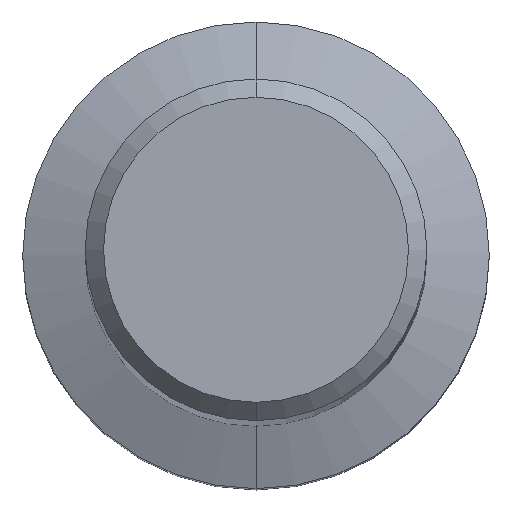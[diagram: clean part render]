
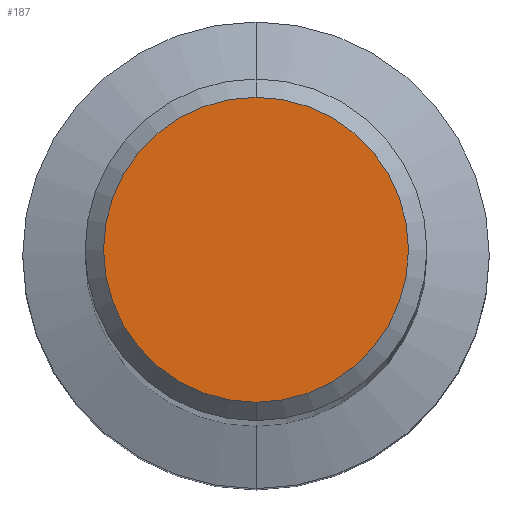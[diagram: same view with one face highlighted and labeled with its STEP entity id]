
A CAD part, top view. The second image highlights one B-rep face of the part: STEP entity #187.
In plain terms, the highlighted planar face has unit normal (0, 0, 1).
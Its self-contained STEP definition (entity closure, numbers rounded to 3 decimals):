
#143=EDGE_CURVE('',#273,#215,#345,.T.);
#187=ADVANCED_FACE('',(#395),#396,.T.);
#215=VERTEX_POINT('',#427);
#273=VERTEX_POINT('',#492);
#279=EDGE_CURVE('',#215,#273,#500,.T.);
#345=CIRCLE('',#567,4.15);
#395=FACE_OUTER_BOUND('',#631,.T.);
#396=PLANE('',#632);
#427=CARTESIAN_POINT('',(0.0,4.15,0.0));
#492=CARTESIAN_POINT('',(0.,-4.15,0.0));
#500=CIRCLE('',#762,4.15);
#567=AXIS2_PLACEMENT_3D('',#822,#823,#824);
#631=EDGE_LOOP('',(#889,#890));
#632=AXIS2_PLACEMENT_3D('',#891,#892,#893);
#762=AXIS2_PLACEMENT_3D('',#1031,#1032,#1033);
#822=CARTESIAN_POINT('',(0.0,0.0,0.0));
#823=DIRECTION('',(0.0,0.0,-1.0));
#824=DIRECTION('',(0.0,1.0,0.0));
#889=ORIENTED_EDGE('',*,*,#279,.F.);
#890=ORIENTED_EDGE('',*,*,#143,.F.);
#891=CARTESIAN_POINT('',(0.0,2.075,0.0));
#892=DIRECTION('',(-0.0,0.0,1.0));
#893=DIRECTION('',(0.0,-1.0,0.0));
#1031=CARTESIAN_POINT('',(0.0,0.0,0.0));
#1032=DIRECTION('',(0.0,0.0,-1.0));
#1033=DIRECTION('',(0.0,1.0,0.0));
